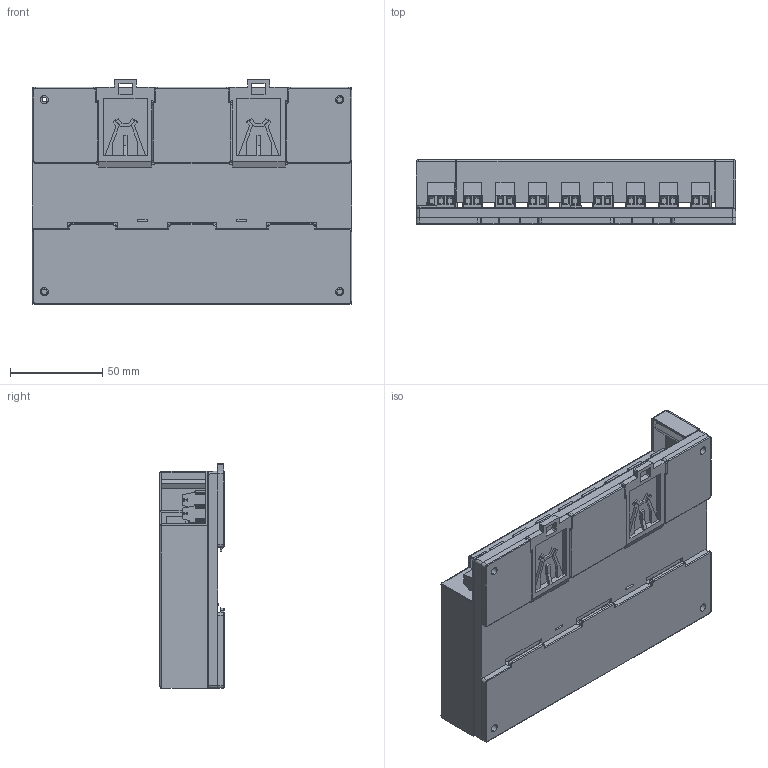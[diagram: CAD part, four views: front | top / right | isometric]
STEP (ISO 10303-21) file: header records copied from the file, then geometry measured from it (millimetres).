
FILE_DESCRIPTION (( 'STEP AP203' ), '1' );
FILE_NAME ('DNM-848VI_20200427.STEP', '2023-10-12T00:52:29', ( 'Windows 使用者' ), ( '' ), 'SwSTEP 2.0', 'SolidWorks 2020', '' );
FILE_SCHEMA (( 'CONFIG_CONTROL_DESIGN' ));
Length unit declared in the file: millimetre
Products named in the file (11): 4SDPP-001; DNM-848VI_20200427; 4SDPP-001-A; M3x25mm螺柱; DN-848VI_PCB_1; DNM-848VI_01; EK500V-02P; DNM-848VI_PCB; DN-848VI-UP_PCB; EK500V-03P
Assembly tree (28 placements, depth 3):
  DNM-848VI_20200427
    4SDPP-001
      4SDPP-001
      4SDPP-001-A  x2
    DNM-848VI_PCB
      DN-848VI_PCB_1
      DN-848VI-UP_PCB
      EK500V-03P
      EK500V-02P  x16
    DNM-848VI_01
    M3x25mm螺柱  x3
Bounding box: 173 x 34.9 x 121.6 mm (x, y, z)
Volume: 158407.3 mm3; surface area: 196837.5 mm2
Topology: 26 solids, 26 shells, 2784 faces, 7061 edges, 4602 vertices
Faces by surface type: plane 2080, cylinder 477, torus 105, cone 78, bspline 44
Entity records: 29458 total; most frequent: CARTESIAN_POINT 6302, ORIENTED_EDGE 4572, DIRECTION 4273, EDGE_CURVE 2286, VECTOR 1691, LINE 1691, VERTEX_POINT 1460, AXIS2_PLACEMENT_3D 1291
